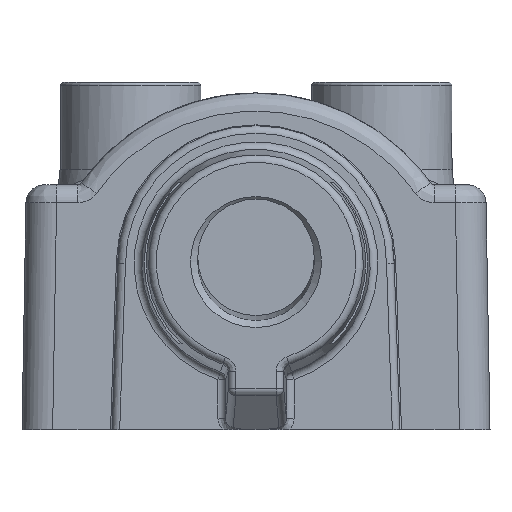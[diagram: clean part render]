
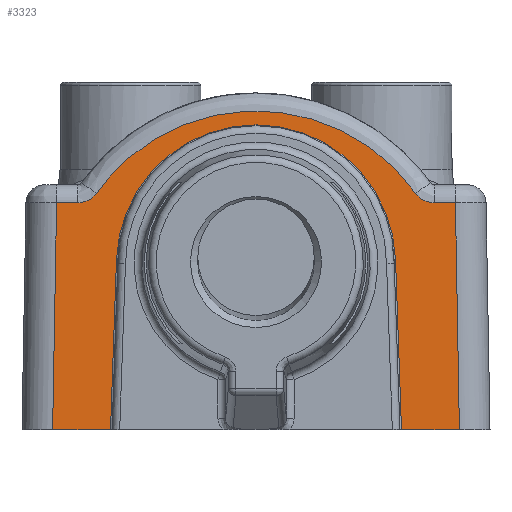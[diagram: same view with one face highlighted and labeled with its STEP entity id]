
A CAD part, front view. The second image highlights one B-rep face of the part: STEP entity #3323.
In plain terms, the highlighted planar face has unit normal (0, -1, 0.018).
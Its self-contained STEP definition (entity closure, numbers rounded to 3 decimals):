
#745=FACE_OUTER_BOUND('',#4855,.T.);
#1007=PLANE('',#12454);
#1310=LINE('',#16847,#1983);
#1314=LINE('',#16863,#1987);
#1319=LINE('',#16898,#1992);
#1320=LINE('',#16902,#1993);
#1820=LINE('',#20457,#2493);
#1821=LINE('',#20459,#2494);
#1822=LINE('',#20467,#2495);
#1823=LINE('',#20469,#2496);
#1983=VECTOR('',#13258,1.);
#1987=VECTOR('',#13270,1.);
#1992=VECTOR('',#13291,1.);
#1993=VECTOR('',#13296,1.);
#2493=VECTOR('',#15464,1.);
#2494=VECTOR('',#15465,1.);
#2495=VECTOR('',#15472,1.);
#2496=VECTOR('',#15473,1.);
#2758=ELLIPSE('',#12451,1.5,1.5);
#2759=ELLIPSE('',#12452,12.802,12.8);
#2760=ELLIPSE('',#12453,1.5,1.5);
#3323=ADVANCED_FACE('',(#745),#1007,.F.);
#4855=EDGE_LOOP('',(#7664,#7665,#7666,#7667,#7668,#7669,#7670,#7671,#7672,
#7673,#7674,#7675));
#7664=ORIENTED_EDGE('',*,*,#9581,.T.);
#7665=ORIENTED_EDGE('',*,*,#10614,.T.);
#7666=ORIENTED_EDGE('',*,*,#10615,.T.);
#7667=ORIENTED_EDGE('',*,*,#10616,.T.);
#7668=ORIENTED_EDGE('',*,*,#10617,.T.);
#7669=ORIENTED_EDGE('',*,*,#10618,.T.);
#7670=ORIENTED_EDGE('',*,*,#10619,.T.);
#7671=ORIENTED_EDGE('',*,*,#10620,.T.);
#7672=ORIENTED_EDGE('',*,*,#9573,.T.);
#7673=ORIENTED_EDGE('',*,*,#9594,.T.);
#7674=ORIENTED_EDGE('',*,*,#9612,.T.);
#7675=ORIENTED_EDGE('',*,*,#9596,.T.);
#8581=VERTEX_POINT('',#16846);
#8582=VERTEX_POINT('',#16848);
#8589=VERTEX_POINT('',#16862);
#8590=VERTEX_POINT('',#16864);
#8601=VERTEX_POINT('',#16897);
#8603=VERTEX_POINT('',#16903);
#9134=VERTEX_POINT('',#20458);
#9135=VERTEX_POINT('',#20460);
#9136=VERTEX_POINT('',#20462);
#9137=VERTEX_POINT('',#20464);
#9138=VERTEX_POINT('',#20466);
#9139=VERTEX_POINT('',#20468);
#9573=EDGE_CURVE('',#8582,#8581,#1310,.T.);
#9581=EDGE_CURVE('',#8590,#8589,#1314,.T.);
#9594=EDGE_CURVE('',#8581,#8601,#1319,.T.);
#9596=EDGE_CURVE('',#8603,#8590,#1320,.T.);
#9612=EDGE_CURVE('',#8601,#8603,#10967,.T.);
#10614=EDGE_CURVE('',#8589,#9134,#1820,.T.);
#10615=EDGE_CURVE('',#9134,#9135,#1821,.T.);
#10616=EDGE_CURVE('',#9135,#9136,#2758,.T.);
#10617=EDGE_CURVE('',#9136,#9137,#2759,.T.);
#10618=EDGE_CURVE('',#9137,#9138,#2760,.T.);
#10619=EDGE_CURVE('',#9138,#9139,#1822,.T.);
#10620=EDGE_CURVE('',#9139,#8582,#1823,.T.);
#10967=CIRCLE('',#11622,9.117);
#11622=AXIS2_PLACEMENT_3D('',#16979,#13315,#13316);
#12451=AXIS2_PLACEMENT_3D('',#20461,#15466,#15467);
#12452=AXIS2_PLACEMENT_3D('',#20463,#15468,#15469);
#12453=AXIS2_PLACEMENT_3D('',#20465,#15470,#15471);
#12454=AXIS2_PLACEMENT_3D('',#20470,#15474,#15475);
#13258=DIRECTION('',(1.,0.,0.));
#13270=DIRECTION('',(1.,0.,0.));
#13291=DIRECTION('',(0.035,0.017,0.999));
#13296=DIRECTION('',(0.035,-0.017,-0.999));
#13315=DIRECTION('',(0.,1.,-0.017));
#13316=DIRECTION('',(0.,-0.017,-1.));
#15464=DIRECTION('',(-0.017,0.017,1.));
#15465=DIRECTION('',(-1.,0.,0.));
#15466=DIRECTION('',(0.,1.,-0.017));
#15467=DIRECTION('',(0.,-0.017,-1.));
#15468=DIRECTION('',(0.,-1.,0.017));
#15469=DIRECTION('',(0.,-0.017,-1.));
#15470=DIRECTION('',(0.,1.,-0.017));
#15471=DIRECTION('',(0.,-0.017,-1.));
#15472=DIRECTION('',(-1.,0.,0.));
#15473=DIRECTION('',(-0.017,-0.017,-1.));
#15474=DIRECTION('',(0.,1.,-0.017));
#15475=DIRECTION('',(0.,0.017,1.));
#16846=CARTESIAN_POINT('',(-24.5,-3.68,-6.299));
#16847=CARTESIAN_POINT('',(-30.,-3.68,-6.299));
#16848=CARTESIAN_POINT('',(-28.28,-3.68,-6.299));
#16862=CARTESIAN_POINT('',(-1.72,-3.68,-6.299));
#16863=CARTESIAN_POINT('',(-30.,-3.68,-6.299));
#16864=CARTESIAN_POINT('',(-5.5,-3.68,-6.299));
#16897=CARTESIAN_POINT('',(-24.112,-3.486,4.818));
#16898=CARTESIAN_POINT('',(-24.112,-3.486,4.818));
#16902=CARTESIAN_POINT('',(-5.5,-3.68,-6.295));
#16903=CARTESIAN_POINT('',(-5.888,-3.486,4.818));
#16979=CARTESIAN_POINT('',(-15.,-3.492,4.5));
#20457=CARTESIAN_POINT('',(-2.01,-3.391,10.28));
#20458=CARTESIAN_POINT('',(-1.979,-3.421,8.522));
#20459=CARTESIAN_POINT('',(-30.,-3.421,8.522));
#20460=CARTESIAN_POINT('',(-3.355,-3.421,8.522));
#20461=CARTESIAN_POINT('',(-3.355,-3.395,10.022));
#20462=CARTESIAN_POINT('',(-4.577,-3.41,9.151));
#20463=CARTESIAN_POINT('',(-15.,-3.54,1.722));
#20464=CARTESIAN_POINT('',(-25.423,-3.41,9.151));
#20465=CARTESIAN_POINT('',(-26.645,-3.395,10.022));
#20466=CARTESIAN_POINT('',(-26.645,-3.421,8.522));
#20467=CARTESIAN_POINT('',(-30.,-3.421,8.522));
#20468=CARTESIAN_POINT('',(-28.021,-3.421,8.522));
#20469=CARTESIAN_POINT('',(-27.999,-3.4,9.757));
#20470=CARTESIAN_POINT('',(-30.,-3.399,9.792));
